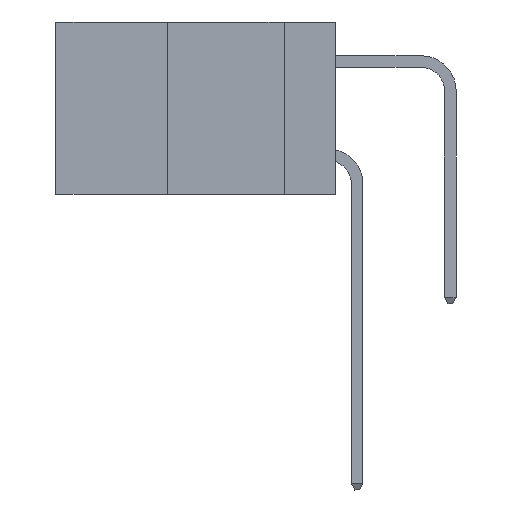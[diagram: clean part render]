
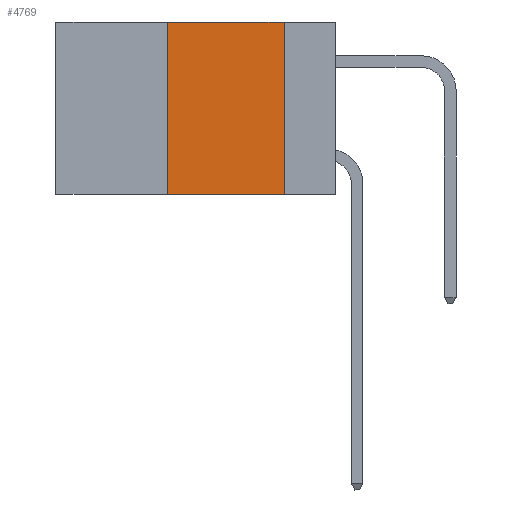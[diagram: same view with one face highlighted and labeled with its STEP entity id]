
A CAD part, left-side view. The second image highlights one B-rep face of the part: STEP entity #4769.
In plain terms, the highlighted planar face has unit normal (-1, 0, 0).
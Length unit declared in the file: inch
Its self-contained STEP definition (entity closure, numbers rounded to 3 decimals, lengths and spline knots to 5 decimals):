
#198 = EDGE_CURVE ( 'NONE', #11401, #6475, #1288, .T. ) ;
#307 = EDGE_CURVE ( 'NONE', #5177, #11926, #4067, .T. ) ;
#392 = AXIS2_PLACEMENT_3D ( 'NONE', #2466, #2520, #9343 ) ;
#405 = EDGE_CURVE ( 'NONE', #5177, #6475, #920, .T. ) ;
#533 = VECTOR ( 'NONE', #7664, 39.37008 ) ;
#626 = CARTESIAN_POINT ( 'NONE',  ( 0., 0.11, 0. ) ) ;
#779 = VECTOR ( 'NONE', #5892, 39.37008 ) ;
#920 = LINE ( 'NONE', #12609, #533 ) ;
#1288 = LINE ( 'NONE', #11148, #11338 ) ;
#2466 = CARTESIAN_POINT ( 'NONE',  ( 0., 0.6, 0. ) ) ;
#2520 = DIRECTION ( 'NONE',  ( 1., 0., 0. ) ) ;
#2557 = CARTESIAN_POINT ( 'NONE',  ( 0., 0.36, -0.37 ) ) ;
#3237 = CARTESIAN_POINT ( 'NONE',  ( 0., 0.36, 0. ) ) ;
#4067 = LINE ( 'NONE', #3237, #6984 ) ;
#4130 = DIRECTION ( 'NONE',  ( 0., 0., 1. ) ) ;
#4294 = CARTESIAN_POINT ( 'NONE',  ( 0., 0.11, -0.37 ) ) ;
#4769 = ADVANCED_FACE ( 'NONE', ( #5899 ), #5668, .F. ) ;
#4927 = CARTESIAN_POINT ( 'NONE',  ( 0., 0.6, 0. ) ) ;
#5051 = ORIENTED_EDGE ( 'NONE', *, *, #198, .F. ) ;
#5177 = VERTEX_POINT ( 'NONE', #2557 ) ;
#5198 = ORIENTED_EDGE ( 'NONE', *, *, #405, .T. ) ;
#5278 = EDGE_CURVE ( 'NONE', #11926, #11401, #6439, .T. ) ;
#5443 = CARTESIAN_POINT ( 'NONE',  ( 0., 0.36, 0. ) ) ;
#5668 = PLANE ( 'NONE',  #392 ) ;
#5892 = DIRECTION ( 'NONE',  ( 0., -1., 0. ) ) ;
#5899 = FACE_OUTER_BOUND ( 'NONE', #11202, .T. ) ;
#6338 = ORIENTED_EDGE ( 'NONE', *, *, #5278, .F. ) ;
#6439 = LINE ( 'NONE', #4927, #779 ) ;
#6475 = VERTEX_POINT ( 'NONE', #4294 ) ;
#6739 = ORIENTED_EDGE ( 'NONE', *, *, #307, .F. ) ;
#6984 = VECTOR ( 'NONE', #4130, 39.37008 ) ;
#7664 = DIRECTION ( 'NONE',  ( 0., -1., 0. ) ) ;
#9343 = DIRECTION ( 'NONE',  ( 0., 0., -1. ) ) ;
#11148 = CARTESIAN_POINT ( 'NONE',  ( 0., 0.11, 0. ) ) ;
#11202 = EDGE_LOOP ( 'NONE', ( #5051, #6338, #6739, #5198 ) ) ;
#11338 = VECTOR ( 'NONE', #11418, 39.37008 ) ;
#11401 = VERTEX_POINT ( 'NONE', #626 ) ;
#11418 = DIRECTION ( 'NONE',  ( 0., 0., -1. ) ) ;
#11926 = VERTEX_POINT ( 'NONE', #5443 ) ;
#12609 = CARTESIAN_POINT ( 'NONE',  ( 0., 0.6, -0.37 ) ) ;
